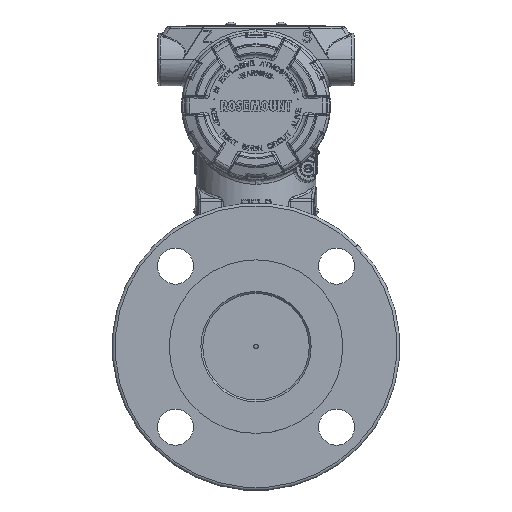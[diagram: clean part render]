
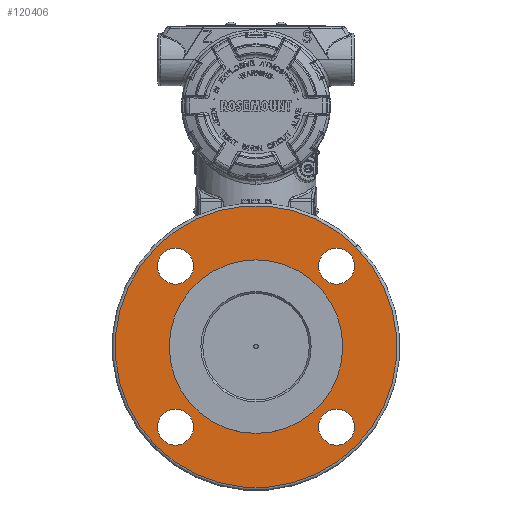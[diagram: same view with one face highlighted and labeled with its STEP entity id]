
A CAD part, top view. The second image highlights one B-rep face of the part: STEP entity #120406.
In plain terms, the highlighted planar face has unit normal (0, 0, 1).
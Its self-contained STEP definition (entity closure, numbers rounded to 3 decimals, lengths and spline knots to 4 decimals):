
#120051=CARTESIAN_POINT('',(0.,-5.0275,3.7));
#120052=DIRECTION('',(0.,0.,-1.));
#120053=DIRECTION('',(0.707,0.707,0.));
#120054=AXIS2_PLACEMENT_3D('',#120051,#120052,#120053);
#120061=CARTESIAN_POINT('',(0.,-5.0275,3.7));
#120062=DIRECTION('',(0.,0.,1.));
#120063=DIRECTION('',(0.707,0.707,0.));
#120064=AXIS2_PLACEMENT_3D('',#120061,#120062,#120063);
#120071=CARTESIAN_POINT('',(0.,-5.0275,3.7));
#120072=DIRECTION('',(0.,0.,1.));
#120073=DIRECTION('',(-0.707,-0.707,0.));
#120074=AXIS2_PLACEMENT_3D('',#120071,#120072,#120073);
#120076=CARTESIAN_POINT('',(0.,-5.0275,3.7));
#120077=DIRECTION('',(0.,0.,1.));
#120078=DIRECTION('',(0.707,0.707,0.));
#120079=AXIS2_PLACEMENT_3D('',#120076,#120077,#120078);
#120081=CARTESIAN_POINT('',(1.6794,-6.7069,3.7));
#120082=DIRECTION('',(0.,0.,1.));
#120083=DIRECTION('',(0.707,0.707,0.));
#120084=AXIS2_PLACEMENT_3D('',#120081,#120082,#120083);
#120086=CARTESIAN_POINT('',(1.6794,-6.7069,3.7));
#120087=DIRECTION('',(0.,0.,1.));
#120088=DIRECTION('',(-0.707,-0.707,0.));
#120089=AXIS2_PLACEMENT_3D('',#120086,#120087,#120088);
#120091=CARTESIAN_POINT('',(1.6794,-3.3481,3.7));
#120092=DIRECTION('',(0.,0.,1.));
#120093=DIRECTION('',(-0.707,0.707,0.));
#120094=AXIS2_PLACEMENT_3D('',#120091,#120092,#120093);
#120096=CARTESIAN_POINT('',(1.6794,-3.3481,3.7));
#120097=DIRECTION('',(0.,0.,1.));
#120098=DIRECTION('',(0.707,-0.707,0.));
#120099=AXIS2_PLACEMENT_3D('',#120096,#120097,#120098);
#120101=CARTESIAN_POINT('',(-1.6794,-3.3481,3.7));
#120102=DIRECTION('',(0.,0.,1.));
#120103=DIRECTION('',(-0.707,-0.707,0.));
#120104=AXIS2_PLACEMENT_3D('',#120101,#120102,#120103);
#120106=CARTESIAN_POINT('',(-1.6794,-3.3481,3.7));
#120107=DIRECTION('',(0.,0.,1.));
#120108=DIRECTION('',(0.707,0.707,0.));
#120109=AXIS2_PLACEMENT_3D('',#120106,#120107,#120108);
#120111=CARTESIAN_POINT('',(-1.6794,-6.7069,3.7));
#120112=DIRECTION('',(0.,0.,1.));
#120113=DIRECTION('',(0.707,-0.707,0.));
#120114=AXIS2_PLACEMENT_3D('',#120111,#120112,#120113);
#120116=CARTESIAN_POINT('',(-1.6794,-6.7069,3.7));
#120117=DIRECTION('',(0.,0.,1.));
#120118=DIRECTION('',(-0.707,0.707,0.));
#120119=AXIS2_PLACEMENT_3D('',#120116,#120117,#120118);
#120157=CARTESIAN_POINT('',(2.0789,-2.9486,3.7));
#120159=VERTEX_POINT('',#120157);
#120169=CARTESIAN_POINT('',(-2.0789,-7.1064,3.7));
#120171=VERTEX_POINT('',#120169);
#120177=CARTESIAN_POINT('',(0.7672,-4.2603,3.7));
#120178=CARTESIAN_POINT('',(-0.7672,-5.7947,3.7));
#120179=VERTEX_POINT('',#120177);
#120180=VERTEX_POINT('',#120178);
#120182=CARTESIAN_POINT('',(1.9445,-6.4417,3.7));
#120184=VERTEX_POINT('',#120182);
#120186=CARTESIAN_POINT('',(1.4142,-6.972,3.7));
#120188=VERTEX_POINT('',#120186);
#120190=CARTESIAN_POINT('',(1.4142,-3.083,3.7));
#120192=VERTEX_POINT('',#120190);
#120194=CARTESIAN_POINT('',(1.9445,-3.6133,3.7));
#120196=VERTEX_POINT('',#120194);
#120197=CARTESIAN_POINT('',(-1.9445,-3.6133,3.7));
#120198=CARTESIAN_POINT('',(-1.4142,-3.083,3.7));
#120199=VERTEX_POINT('',#120197);
#120200=VERTEX_POINT('',#120198);
#120205=CARTESIAN_POINT('',(-1.4142,-6.972,3.7));
#120206=CARTESIAN_POINT('',(-1.9445,-6.4417,3.7));
#120207=VERTEX_POINT('',#120205);
#120208=VERTEX_POINT('',#120206);
#120367=CARTESIAN_POINT('',(0.,-5.0275,3.7));
#120368=DIRECTION('',(0.,0.,-1.));
#120369=DIRECTION('',(0.707,0.707,0.));
#120370=AXIS2_PLACEMENT_3D('',#120367,#120368,#120369);
#120371=PLANE('',#120370);
#120372=ORIENTED_EDGE('',*,*,#120360,.F.);
#120373=ORIENTED_EDGE('',*,*,#120349,.T.);
#120374=EDGE_LOOP('',(#120372,#120373));
#120375=FACE_OUTER_BOUND('',#120374,.F.);
#120377=ORIENTED_EDGE('',*,*,#120376,.T.);
#120379=ORIENTED_EDGE('',*,*,#120378,.T.);
#120380=EDGE_LOOP('',(#120377,#120379));
#120381=FACE_BOUND('',#120380,.F.);
#120383=ORIENTED_EDGE('',*,*,#120382,.T.);
#120385=ORIENTED_EDGE('',*,*,#120384,.T.);
#120386=EDGE_LOOP('',(#120383,#120385));
#120387=FACE_BOUND('',#120386,.F.);
#120389=ORIENTED_EDGE('',*,*,#120388,.T.);
#120391=ORIENTED_EDGE('',*,*,#120390,.T.);
#120392=EDGE_LOOP('',(#120389,#120391));
#120393=FACE_BOUND('',#120392,.F.);
#120395=ORIENTED_EDGE('',*,*,#120394,.T.);
#120397=ORIENTED_EDGE('',*,*,#120396,.T.);
#120398=EDGE_LOOP('',(#120395,#120397));
#120399=FACE_BOUND('',#120398,.F.);
#120401=ORIENTED_EDGE('',*,*,#120400,.T.);
#120403=ORIENTED_EDGE('',*,*,#120402,.T.);
#120404=EDGE_LOOP('',(#120401,#120403));
#120405=FACE_BOUND('',#120404,.F.);
#120055=CIRCLE('',#120054,2.94);
#120065=CIRCLE('',#120064,2.94);
#120075=CIRCLE('',#120074,1.085);
#120080=CIRCLE('',#120079,1.085);
#120085=CIRCLE('',#120084,0.375);
#120090=CIRCLE('',#120089,0.375);
#120095=CIRCLE('',#120094,0.375);
#120100=CIRCLE('',#120099,0.375);
#120105=CIRCLE('',#120104,0.375);
#120110=CIRCLE('',#120109,0.375);
#120115=CIRCLE('',#120114,0.375);
#120120=CIRCLE('',#120119,0.375);
#120349=EDGE_CURVE('',#120159,#120171,#120055,.T.);
#120360=EDGE_CURVE('',#120159,#120171,#120065,.T.);
#120376=EDGE_CURVE('',#120180,#120179,#120075,.T.);
#120378=EDGE_CURVE('',#120179,#120180,#120080,.T.);
#120382=EDGE_CURVE('',#120184,#120188,#120085,.T.);
#120384=EDGE_CURVE('',#120188,#120184,#120090,.T.);
#120388=EDGE_CURVE('',#120192,#120196,#120095,.T.);
#120390=EDGE_CURVE('',#120196,#120192,#120100,.T.);
#120394=EDGE_CURVE('',#120199,#120200,#120105,.T.);
#120396=EDGE_CURVE('',#120200,#120199,#120110,.T.);
#120400=EDGE_CURVE('',#120207,#120208,#120115,.T.);
#120402=EDGE_CURVE('',#120208,#120207,#120120,.T.);
#120406=ADVANCED_FACE('',(#120375,#120381,#120387,#120393,#120399,#120405),
#120371,.F.);
